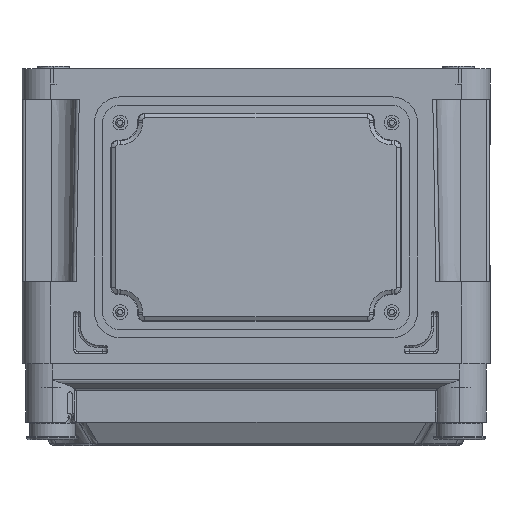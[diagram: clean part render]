
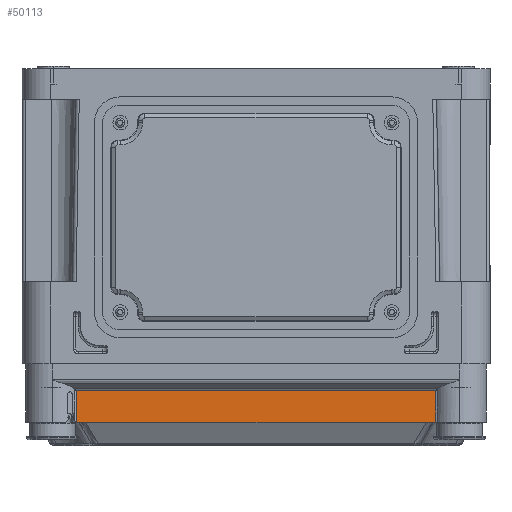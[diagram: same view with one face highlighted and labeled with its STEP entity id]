
A CAD part, left-side view. The second image highlights one B-rep face of the part: STEP entity #50113.
In plain terms, the highlighted planar face has unit normal (-1, 0, 0).
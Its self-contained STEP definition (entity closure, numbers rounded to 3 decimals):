
#1201 =( BOUNDED_CURVE ( )  B_SPLINE_CURVE ( 3, ( #28120, #1405, #32661, #5897 ),
 .UNSPECIFIED., .F., .F. ) 
 B_SPLINE_CURVE_WITH_KNOTS ( ( 4, 4 ),
 ( 1.203, 1.571 ),
 .UNSPECIFIED. ) 
 CURVE ( )  GEOMETRIC_REPRESENTATION_ITEM ( )  RATIONAL_B_SPLINE_CURVE ( ( 1., 0.989, 0.989, 1. ) ) 
 REPRESENTATION_ITEM ( '' )  );
#1364 = CARTESIAN_POINT ( 'NONE',  ( -193.25, 71.46, 10. ) ) ;
#1405 = CARTESIAN_POINT ( 'NONE',  ( -193.25, 76.492, 10.045 ) ) ;
#3385 = DIRECTION ( 'NONE',  ( 0., 0., -1. ) ) ;
#3608 = ORIENTED_EDGE ( 'NONE', *, *, #29707, .T. ) ;
#4194 = VERTEX_POINT ( 'NONE', #13372 ) ;
#4239 = VECTOR ( 'NONE', #20016, 1000. ) ;
#5897 = CARTESIAN_POINT ( 'NONE',  ( -193.25, 75.8, 10. ) ) ;
#8192 = VECTOR ( 'NONE', #37446, 1000. ) ;
#8962 = LINE ( 'NONE', #31652, #55006 ) ;
#9994 = LINE ( 'NONE', #1364, #56045 ) ;
#11968 = CARTESIAN_POINT ( 'NONE',  ( -193.25, 72.83, 10. ) ) ;
#13372 = CARTESIAN_POINT ( 'NONE',  ( -193.25, -76.817, 10. ) ) ;
#13842 = DIRECTION ( 'NONE',  ( 0., 0., -1. ) ) ;
#14324 = VERTEX_POINT ( 'NONE', #51659 ) ;
#15274 = EDGE_CURVE ( 'NONE', #22316, #26459, #8962, .T. ) ;
#16143 = CARTESIAN_POINT ( 'NONE',  ( -193.25, -71.46, 10. ) ) ;
#18590 = ORIENTED_EDGE ( 'NONE', *, *, #15274, .T. ) ;
#20016 = DIRECTION ( 'NONE',  ( 0., 1., 0. ) ) ;
#20363 = DIRECTION ( 'NONE',  ( 0., 0., -1. ) ) ;
#22316 = VERTEX_POINT ( 'NONE', #46444 ) ;
#22400 = VECTOR ( 'NONE', #38428, 1000. ) ;
#22464 = ORIENTED_EDGE ( 'NONE', *, *, #34413, .T. ) ;
#22520 = ORIENTED_EDGE ( 'NONE', *, *, #32550, .T. ) ;
#24862 = CARTESIAN_POINT ( 'NONE',  ( -193.25, -76.817, 10. ) ) ;
#26459 = VERTEX_POINT ( 'NONE', #48871 ) ;
#26581 = LINE ( 'NONE', #41726, #4239 ) ;
#27076 = VERTEX_POINT ( 'NONE', #11968 ) ;
#28120 = CARTESIAN_POINT ( 'NONE',  ( -193.25, 76.817, 10.134 ) ) ;
#28647 = CARTESIAN_POINT ( 'NONE',  ( -193.25, -76.817, 23.423 ) ) ;
#29707 = EDGE_CURVE ( 'NONE', #31627, #27076, #34727, .T. ) ;
#30146 = DIRECTION ( 'NONE',  ( 1., 0., 0. ) ) ;
#31627 = VERTEX_POINT ( 'NONE', #37397 ) ;
#31652 = CARTESIAN_POINT ( 'NONE',  ( -193.25, 76.817, 10. ) ) ;
#32550 = EDGE_CURVE ( 'NONE', #27076, #14324, #9994, .T. ) ;
#32615 = DIRECTION ( 'NONE',  ( 0., -1., 0. ) ) ;
#32661 = CARTESIAN_POINT ( 'NONE',  ( -193.25, 76.149, 10. ) ) ;
#34413 = EDGE_CURVE ( 'NONE', #45643, #22316, #26581, .T. ) ;
#34727 = LINE ( 'NONE', #37633, #8192 ) ;
#35080 = LINE ( 'NONE', #24862, #55995 ) ;
#36413 = ORIENTED_EDGE ( 'NONE', *, *, #44962, .T. ) ;
#37397 = CARTESIAN_POINT ( 'NONE',  ( -193.25, 75.8, 10. ) ) ;
#37446 = DIRECTION ( 'NONE',  ( 0., -1., 0. ) ) ;
#37633 = CARTESIAN_POINT ( 'NONE',  ( -193.25, 71.46, 10. ) ) ;
#38428 = DIRECTION ( 'NONE',  ( 0., 1., 0. ) ) ;
#40654 = EDGE_LOOP ( 'NONE', ( #18590, #36413, #3608, #22520, #51937, #52022, #22464 ) ) ;
#41726 = CARTESIAN_POINT ( 'NONE',  ( -193.25, 71.46, 23.423 ) ) ;
#43191 = FACE_OUTER_BOUND ( 'NONE', #40654, .T. ) ;
#44962 = EDGE_CURVE ( 'NONE', #26459, #31627, #1201, .T. ) ;
#45643 = VERTEX_POINT ( 'NONE', #28647 ) ;
#46176 = LINE ( 'NONE', #16143, #22400 ) ;
#46444 = CARTESIAN_POINT ( 'NONE',  ( -193.25, 76.817, 23.423 ) ) ;
#47176 = EDGE_CURVE ( 'NONE', #4194, #14324, #46176, .T. ) ;
#47704 = EDGE_CURVE ( 'NONE', #45643, #4194, #35080, .T. ) ;
#47843 = CARTESIAN_POINT ( 'NONE',  ( -193.25, 71.46, 24. ) ) ;
#48871 = CARTESIAN_POINT ( 'NONE',  ( -193.25, 76.817, 10.134 ) ) ;
#50113 = ADVANCED_FACE ( 'NONE', ( #43191 ), #56813, .F. ) ;
#51621 = AXIS2_PLACEMENT_3D ( 'NONE', #47843, #30146, #3385 ) ;
#51659 = CARTESIAN_POINT ( 'NONE',  ( -193.25, -72.83, 10. ) ) ;
#51937 = ORIENTED_EDGE ( 'NONE', *, *, #47176, .F. ) ;
#52022 = ORIENTED_EDGE ( 'NONE', *, *, #47704, .F. ) ;
#55006 = VECTOR ( 'NONE', #13842, 1000. ) ;
#55995 = VECTOR ( 'NONE', #20363, 1000. ) ;
#56045 = VECTOR ( 'NONE', #32615, 1000. ) ;
#56813 = PLANE ( 'NONE',  #51621 ) ;
